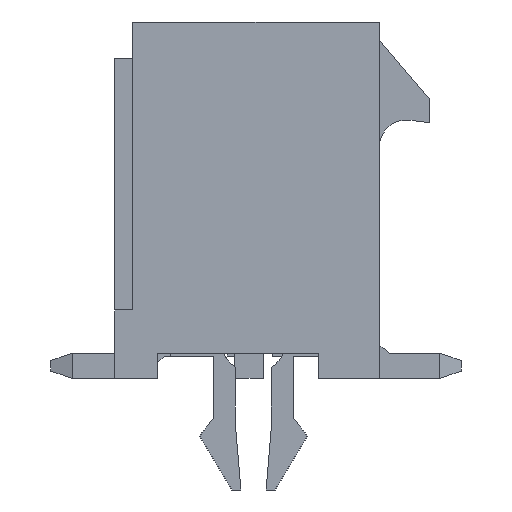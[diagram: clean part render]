
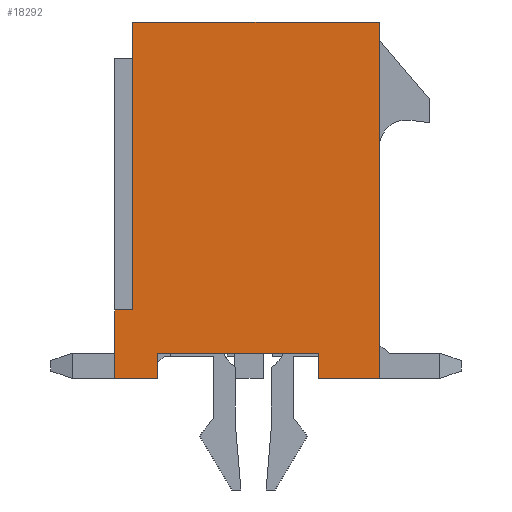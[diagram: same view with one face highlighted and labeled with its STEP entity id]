
A CAD part, left-side view. The second image highlights one B-rep face of the part: STEP entity #18292.
In plain terms, the highlighted planar face has unit normal (-1, 0, 0).
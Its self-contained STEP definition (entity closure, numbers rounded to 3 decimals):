
#1512=ORIENTED_EDGE('',*,*,#4897,.F.);
#1513=ORIENTED_EDGE('',*,*,#4778,.T.);
#1514=ORIENTED_EDGE('',*,*,#4939,.T.);
#1515=ORIENTED_EDGE('',*,*,#4940,.T.);
#1516=ORIENTED_EDGE('',*,*,#4941,.T.);
#1517=ORIENTED_EDGE('',*,*,#4942,.T.);
#1518=ORIENTED_EDGE('',*,*,#4943,.T.);
#1519=ORIENTED_EDGE('',*,*,#4816,.F.);
#1520=ORIENTED_EDGE('',*,*,#4811,.T.);
#1521=ORIENTED_EDGE('',*,*,#4944,.T.);
#4778=EDGE_CURVE('',#6525,#6524,#7837,.T.);
#4811=EDGE_CURVE('',#6542,#6544,#7870,.T.);
#4816=EDGE_CURVE('',#6542,#6547,#7875,.T.);
#4897=EDGE_CURVE('',#6525,#6587,#7956,.T.);
#4939=EDGE_CURVE('',#6524,#6609,#7998,.T.);
#4940=EDGE_CURVE('',#6609,#6610,#7999,.T.);
#4941=EDGE_CURVE('',#6610,#6611,#8000,.T.);
#4942=EDGE_CURVE('',#6611,#6612,#8001,.T.);
#4943=EDGE_CURVE('',#6612,#6547,#8002,.T.);
#4944=EDGE_CURVE('',#6544,#6587,#8003,.T.);
#6524=VERTEX_POINT('',#24722);
#6525=VERTEX_POINT('',#24724);
#6542=VERTEX_POINT('',#24784);
#6544=VERTEX_POINT('',#24788);
#6547=VERTEX_POINT('',#24798);
#6587=VERTEX_POINT('',#24936);
#6609=VERTEX_POINT('',#25021);
#6610=VERTEX_POINT('',#25023);
#6611=VERTEX_POINT('',#25025);
#6612=VERTEX_POINT('',#25027);
#7837=LINE('',#24723,#9658);
#7870=LINE('',#24789,#9691);
#7875=LINE('',#24799,#9696);
#7956=LINE('',#24940,#9777);
#7998=LINE('',#25020,#9819);
#7999=LINE('',#25022,#9820);
#8000=LINE('',#25024,#9821);
#8001=LINE('',#25026,#9822);
#8002=LINE('',#25028,#9823);
#8003=LINE('',#25029,#9824);
#9658=VECTOR('',#20872,1000.);
#9691=VECTOR('',#20931,1000.);
#9696=VECTOR('',#20940,1000.);
#9777=VECTOR('',#21059,1000.);
#9819=VECTOR('',#21137,1000.);
#9820=VECTOR('',#21138,1000.);
#9821=VECTOR('',#21139,1000.);
#9822=VECTOR('',#21140,1000.);
#9823=VECTOR('',#21141,1000.);
#9824=VECTOR('',#21142,1000.);
#10987=EDGE_LOOP('',(#1512,#1513,#1514,#1515,#1516,#1517,#1518,#1519,#1520,
#1521));
#11744=FACE_BOUND('',#10987,.T.);
#12464=PLANE('',#19083);
#18292=ADVANCED_FACE('',(#11744),#12464,.T.);
#19083=AXIS2_PLACEMENT_3D('',#25019,#21135,#21136);
#20872=DIRECTION('',(0.,-1.,0.));
#20931=DIRECTION('',(0.,0.,-1.));
#20940=DIRECTION('',(0.,-1.,0.));
#21059=DIRECTION('',(0.,0.,-1.));
#21135=DIRECTION('',(-1.,0.,0.));
#21136=DIRECTION('',(0.,0.,1.));
#21137=DIRECTION('',(0.,0.,-1.));
#21138=DIRECTION('',(0.,-1.,0.));
#21139=DIRECTION('',(0.,0.,1.));
#21140=DIRECTION('',(0.,1.,0.));
#21141=DIRECTION('',(0.,0.,-1.));
#21142=DIRECTION('',(0.,-1.,0.));
#24722=CARTESIAN_POINT('',(-10.85,-1.73,-4.25));
#24723=CARTESIAN_POINT('',(-10.85,2.73,-4.25));
#24724=CARTESIAN_POINT('',(-10.85,2.73,-4.25));
#24784=CARTESIAN_POINT('',(-10.85,3.93,-3.05));
#24788=CARTESIAN_POINT('',(-10.85,3.93,-4.95));
#24789=CARTESIAN_POINT('',(-10.85,3.93,-3.05));
#24798=CARTESIAN_POINT('',(-10.85,3.43,-3.05));
#24799=CARTESIAN_POINT('',(-10.85,3.93,-3.05));
#24936=CARTESIAN_POINT('',(-10.85,2.73,-4.95));
#24940=CARTESIAN_POINT('',(-10.85,2.73,-3.95));
#25019=CARTESIAN_POINT('',(-10.85,0.,0.));
#25020=CARTESIAN_POINT('',(-10.85,-1.73,-3.95));
#25021=CARTESIAN_POINT('',(-10.85,-1.73,-4.95));
#25022=CARTESIAN_POINT('',(-10.85,3.43,-4.95));
#25023=CARTESIAN_POINT('',(-10.85,-3.43,-4.95));
#25024=CARTESIAN_POINT('',(-10.85,-3.43,-4.95));
#25025=CARTESIAN_POINT('',(-10.85,-3.43,4.95));
#25026=CARTESIAN_POINT('',(-10.85,-3.43,4.95));
#25027=CARTESIAN_POINT('',(-10.85,3.43,4.95));
#25028=CARTESIAN_POINT('',(-10.85,3.43,4.95));
#25029=CARTESIAN_POINT('',(-10.85,3.43,-4.95));
